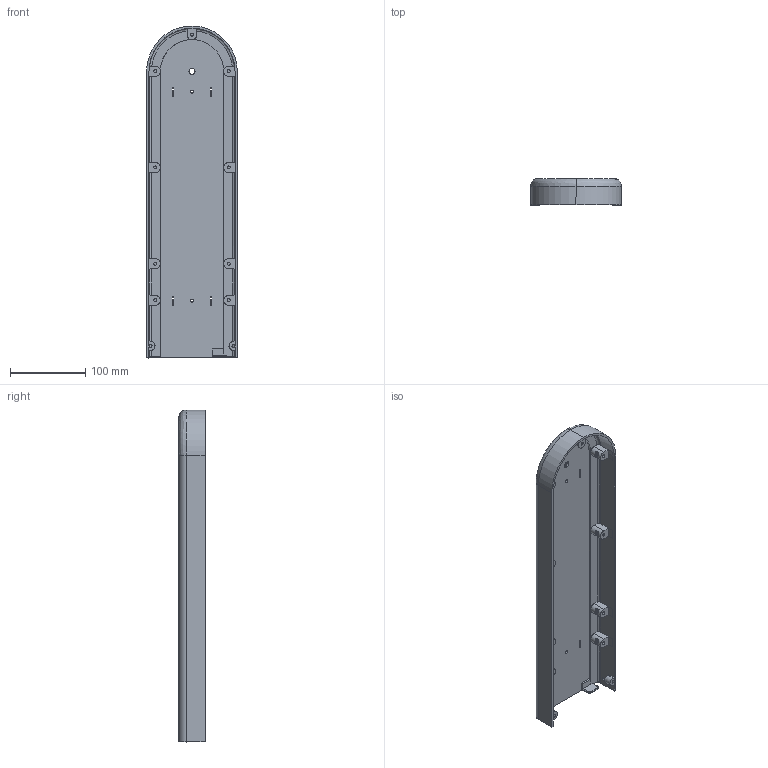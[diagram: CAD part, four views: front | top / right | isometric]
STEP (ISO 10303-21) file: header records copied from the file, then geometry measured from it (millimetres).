
FILE_DESCRIPTION(/* description */ (''),/* implementation_level */ '2;1');
FILE_NAME(/* name */ 'Discus_Case_Back',/* time_stamp */ '2022-02-20T23:05:19+01:00',/* author */ (''),/* organization */ (''),/* preprocessor_version */ 'ST-DEVELOPER v16.5',/* originating_system */ 'Rhino 7.15',/* authorisation */ '');
FILE_SCHEMA (('CONFIG_CONTROL_DESIGN'));
Length unit declared in the file: millimetre
Products named in the file (1): Document
Bounding box: 120 x 35 x 440 mm (x, y, z)
Volume: 294052.2 mm3; surface area: 189999.3 mm2
Topology: 2 solids, 2 shells, 272 faces, 721 edges, 467 vertices
Faces by surface type: plane 166, cylinder 80, bspline 26
Full cylindrical faces by diameter (mm): 4 x22, 8 x1
Entity records: 8358 total; most frequent: CARTESIAN_POINT 3746, ORIENTED_EDGE 1442, EDGE_CURVE 721, VERTEX_POINT 467, EDGE_LOOP 322, ADVANCED_FACE 272, FACE_OUTER_BOUND 272, B_SPLINE_CURVE_WITH_KNOTS 255
